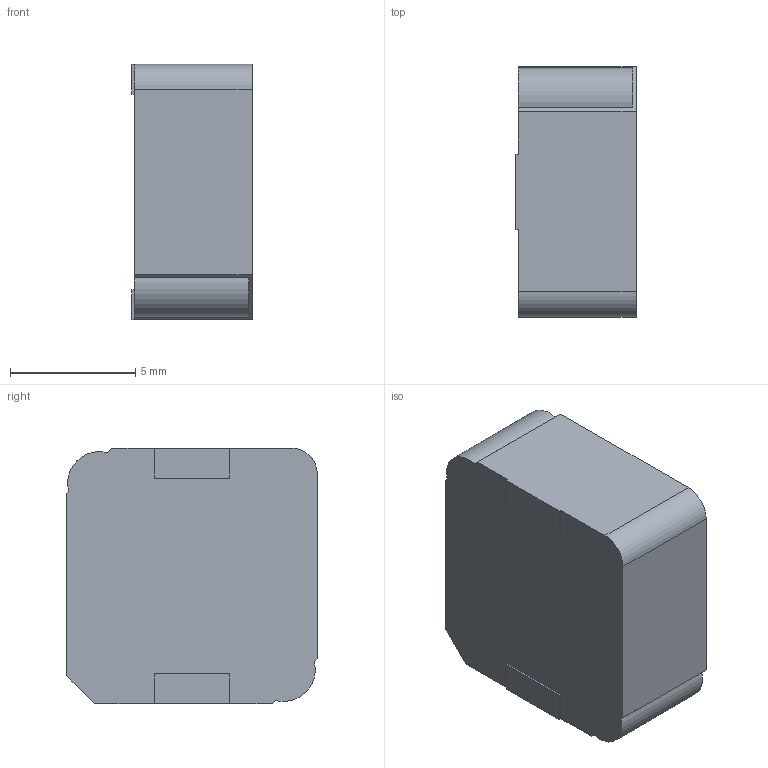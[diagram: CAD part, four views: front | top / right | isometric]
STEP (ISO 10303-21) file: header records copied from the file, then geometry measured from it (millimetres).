
FILE_DESCRIPTION((''),'2;1');
FILE_NAME('SRR1050A','2016-05-24T',('brandonc'),('Bourns, Inc.'),'CREO PARAMETRIC BY PTC INC, 2016050','CREO PARAMETRIC BY PTC INC, 2016050','');
FILE_SCHEMA(('CONFIG_CONTROL_DESIGN'));
Length unit declared in the file: inch
Products named in the file (1): SRR1050A
Bounding box: 4.8 x 10.01 x 10.21 mm (x, y, z)
Volume: 469.8 mm3; surface area: 385.7 mm2
Topology: 1 solids, 1 shells, 184 faces, 534 edges, 356 vertices
Faces by surface type: plane 181, cylinder 3
Entity records: 5988 total; most frequent: CARTESIAN_POINT 1075, ORIENTED_EDGE 1068, DIRECTION 910, EDGE_CURVE 534, VECTOR 528, LINE 528, VERTEX_POINT 356, AXIS2_PLACEMENT_3D 191
